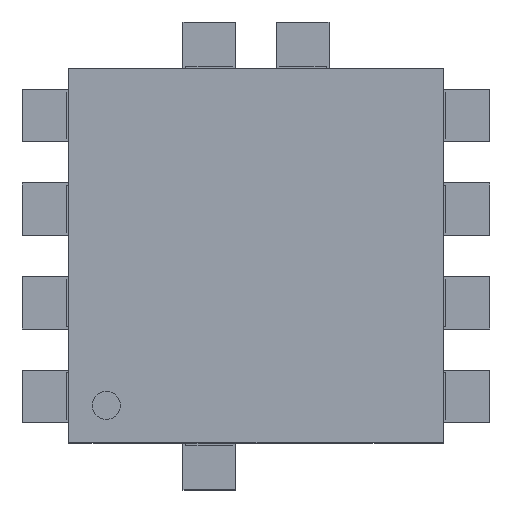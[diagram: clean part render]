
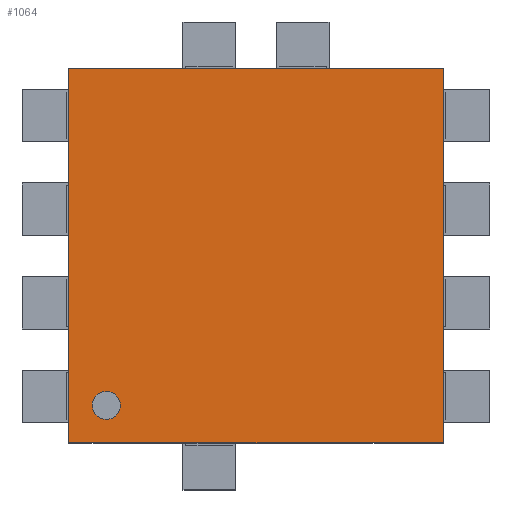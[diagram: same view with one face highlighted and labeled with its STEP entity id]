
A CAD part, top view. The second image highlights one B-rep face of the part: STEP entity #1064.
In plain terms, the highlighted planar face has unit normal (0, 0, 1).
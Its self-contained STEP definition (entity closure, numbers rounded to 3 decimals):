
#949=CIRCLE('',#3547,0.075);
#950=CIRCLE('',#3548,0.075);
#975=FACE_BOUND('',#1451,.T.);
#976=FACE_BOUND('',#1452,.T.);
#1064=ADVANCED_FACE('',(#975,#976),#1194,.T.);
#1194=PLANE('',#3549);
#1451=EDGE_LOOP('',(#1965,#1966,#1967,#1968));
#1452=EDGE_LOOP('',(#1969,#1970));
#1965=ORIENTED_EDGE('',*,*,#2719,.T.);
#1966=ORIENTED_EDGE('',*,*,#2709,.F.);
#1967=ORIENTED_EDGE('',*,*,#2720,.F.);
#1968=ORIENTED_EDGE('',*,*,#2424,.T.);
#1969=ORIENTED_EDGE('',*,*,#2721,.F.);
#1970=ORIENTED_EDGE('',*,*,#2722,.F.);
#2191=VERTEX_POINT('',#4210);
#2193=VERTEX_POINT('',#4213);
#2417=VERTEX_POINT('',#4806);
#2418=VERTEX_POINT('',#4808);
#2419=VERTEX_POINT('',#4823);
#2420=VERTEX_POINT('',#4824);
#2424=EDGE_CURVE('',#2193,#2191,#2772,.T.);
#2709=EDGE_CURVE('',#2417,#2418,#3057,.T.);
#2719=EDGE_CURVE('',#2191,#2418,#3067,.T.);
#2720=EDGE_CURVE('',#2193,#2417,#3068,.T.);
#2721=EDGE_CURVE('',#2419,#2420,#949,.T.);
#2722=EDGE_CURVE('',#2420,#2419,#950,.T.);
#2772=LINE('',#4212,#3116);
#3057=LINE('',#4807,#3401);
#3067=LINE('',#4819,#3411);
#3068=LINE('',#4821,#3412);
#3116=VECTOR('',#3597,1.);
#3401=VECTOR('',#4052,1.);
#3411=VECTOR('',#4064,1.);
#3412=VECTOR('',#4067,1.);
#3547=AXIS2_PLACEMENT_3D('',#4822,#4068,#4069);
#3548=AXIS2_PLACEMENT_3D('',#4825,#4070,#4071);
#3549=AXIS2_PLACEMENT_3D('',#4826,#4072,#4073);
#3597=DIRECTION('',(1.,0.,0.));
#4052=DIRECTION('',(1.,0.,0.));
#4064=DIRECTION('',(0.,1.,0.));
#4067=DIRECTION('',(0.,1.,0.));
#4068=DIRECTION('',(0.,0.,1.));
#4069=DIRECTION('',(-1.,0.,0.));
#4070=DIRECTION('',(0.,0.,1.));
#4071=DIRECTION('',(1.,0.,0.));
#4072=DIRECTION('',(0.,0.,1.));
#4073=DIRECTION('',(-1.,0.,0.));
#4210=CARTESIAN_POINT('',(1.,-1.,1.076));
#4212=CARTESIAN_POINT('',(-1.,-1.,1.076));
#4213=CARTESIAN_POINT('',(-1.,-1.,1.076));
#4806=CARTESIAN_POINT('',(-1.,1.,1.076));
#4807=CARTESIAN_POINT('',(-1.,1.,1.076));
#4808=CARTESIAN_POINT('',(1.,1.,1.076));
#4819=CARTESIAN_POINT('',(1.,-1.,1.076));
#4821=CARTESIAN_POINT('',(-1.,-1.,1.076));
#4822=CARTESIAN_POINT('',(-0.8,-0.8,1.076));
#4823=CARTESIAN_POINT('',(-0.875,-0.8,1.076));
#4824=CARTESIAN_POINT('',(-0.725,-0.8,1.076));
#4825=CARTESIAN_POINT('',(-0.8,-0.8,1.076));
#4826=CARTESIAN_POINT('',(-1.,-1.,1.076));
